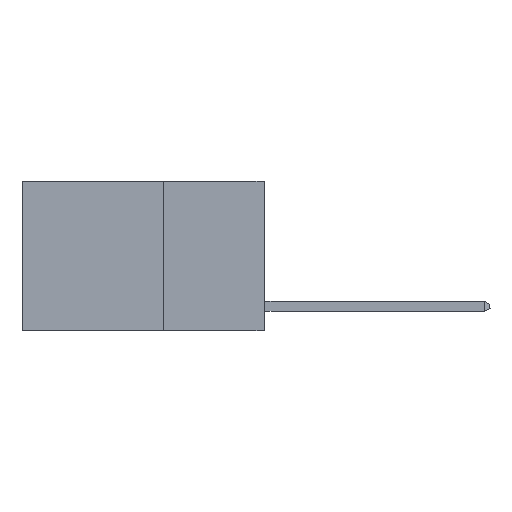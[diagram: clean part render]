
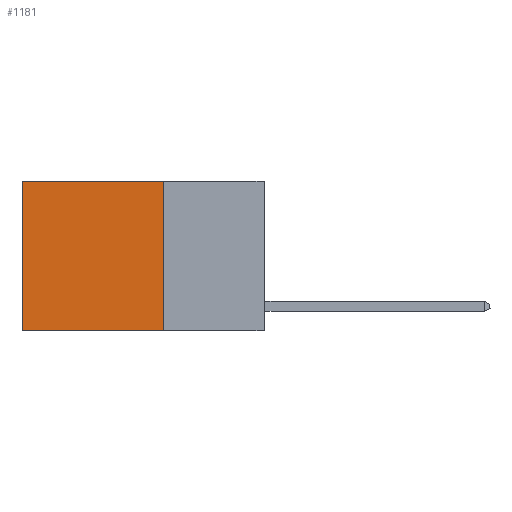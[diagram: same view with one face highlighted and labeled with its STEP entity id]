
A CAD part, left-side view. The second image highlights one B-rep face of the part: STEP entity #1181.
In plain terms, the highlighted planar face has unit normal (-1, 0, 0).
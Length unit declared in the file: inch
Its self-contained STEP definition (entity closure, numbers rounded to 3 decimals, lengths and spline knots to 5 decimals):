
#837 = VERTEX_POINT ( 'NONE', #4723 ) ;
#904 = CARTESIAN_POINT ( 'NONE',  ( 0.2625, 0.6, -0.37 ) ) ;
#985 = CARTESIAN_POINT ( 'NONE',  ( 0.2625, 0.6, 0. ) ) ;
#1181 = ADVANCED_FACE ( 'NONE', ( #3493 ), #6447, .F. ) ;
#1561 = CARTESIAN_POINT ( 'NONE',  ( 0.2625, 0.25, 0. ) ) ;
#2546 = VECTOR ( 'NONE', #6747, 39.37008 ) ;
#2639 = DIRECTION ( 'NONE',  ( 0., 0., -1. ) ) ;
#2705 = EDGE_CURVE ( 'NONE', #12168, #837, #5514, .T. ) ;
#3106 = VECTOR ( 'NONE', #6675, 39.37008 ) ;
#3392 = CARTESIAN_POINT ( 'NONE',  ( 0.2625, 0.25, -0.37 ) ) ;
#3493 = FACE_OUTER_BOUND ( 'NONE', #9711, .T. ) ;
#3554 = DIRECTION ( 'NONE',  ( 0., 0., -1. ) ) ;
#3996 = LINE ( 'NONE', #985, #2546 ) ;
#4078 = VERTEX_POINT ( 'NONE', #904 ) ;
#4399 = AXIS2_PLACEMENT_3D ( 'NONE', #1561, #7419, #3554 ) ;
#4572 = ORIENTED_EDGE ( 'NONE', *, *, #7949, .T. ) ;
#4723 = CARTESIAN_POINT ( 'NONE',  ( 0.2625, 0.6, 0. ) ) ;
#5514 = LINE ( 'NONE', #9455, #3106 ) ;
#5648 = CARTESIAN_POINT ( 'NONE',  ( 0.2625, 0.25, 0. ) ) ;
#6030 = VECTOR ( 'NONE', #10508, 39.37008 ) ;
#6447 = PLANE ( 'NONE',  #4399 ) ;
#6557 = ORIENTED_EDGE ( 'NONE', *, *, #2705, .T. ) ;
#6675 = DIRECTION ( 'NONE',  ( 0., 1., 0. ) ) ;
#6688 = VECTOR ( 'NONE', #2639, 39.37008 ) ;
#6747 = DIRECTION ( 'NONE',  ( 0., 0., -1. ) ) ;
#7398 = EDGE_CURVE ( 'NONE', #11590, #4078, #11344, .T. ) ;
#7419 = DIRECTION ( 'NONE',  ( 1., 0., 0. ) ) ;
#7949 = EDGE_CURVE ( 'NONE', #837, #4078, #3996, .T. ) ;
#9455 = CARTESIAN_POINT ( 'NONE',  ( 0.2625, 0.25, 0. ) ) ;
#9456 = CARTESIAN_POINT ( 'NONE',  ( 0.2625, 0.25, -0.37 ) ) ;
#9711 = EDGE_LOOP ( 'NONE', ( #4572, #10992, #9899, #6557 ) ) ;
#9899 = ORIENTED_EDGE ( 'NONE', *, *, #11644, .F. ) ;
#10508 = DIRECTION ( 'NONE',  ( 0., 1., 0. ) ) ;
#10992 = ORIENTED_EDGE ( 'NONE', *, *, #7398, .F. ) ;
#11344 = LINE ( 'NONE', #3392, #6030 ) ;
#11432 = LINE ( 'NONE', #5648, #6688 ) ;
#11590 = VERTEX_POINT ( 'NONE', #9456 ) ;
#11644 = EDGE_CURVE ( 'NONE', #12168, #11590, #11432, .T. ) ;
#12168 = VERTEX_POINT ( 'NONE', #12701 ) ;
#12701 = CARTESIAN_POINT ( 'NONE',  ( 0.2625, 0.25, 0. ) ) ;
